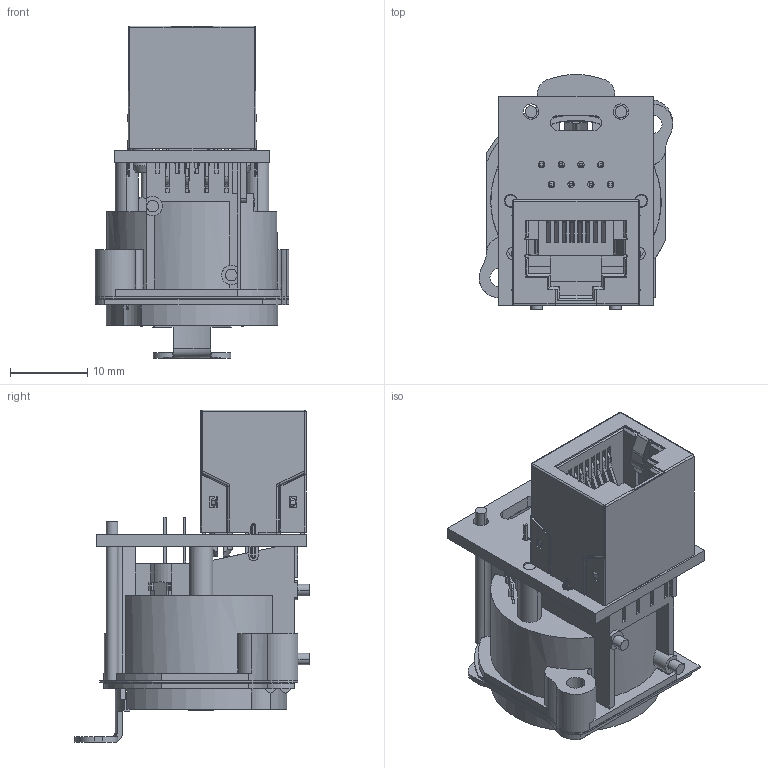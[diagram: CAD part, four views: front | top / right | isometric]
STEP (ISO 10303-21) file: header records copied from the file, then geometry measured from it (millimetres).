
FILE_DESCRIPTION((''),'2;1');
FILE_NAME('YUANXING_ASM','2025-11-07T10:05:25',('gongchengVV'),(''),'CREO PARAMETRIC BY PTC INC, 2020033','CREO PARAMETRIC BY PTC INC, 2020033','');
FILE_SCHEMA(('CONFIG_CONTROL_DESIGN'));
Products named in the file (1): YUANXING_ASM
Bounding box: 25 x 30.34 x 42.85 mm (x, y, z)
Volume: 6795.8 mm3; surface area: 15048.7 mm2
Topology: 5 solids, 7 shells, 2014 faces, 5951 edges, 3958 vertices
Faces by surface type: plane 1504, cylinder 427, cone 34, torus 19, extrusion 16, bspline 10, revolution 4
Entity records: 67900 total; most frequent: CARTESIAN_POINT 13084, ORIENTED_EDGE 11902, DIRECTION 10838, EDGE_CURVE 5951, VECTOR 4698, LINE 4682, VERTEX_POINT 3958, AXIS2_PLACEMENT_3D 3068
